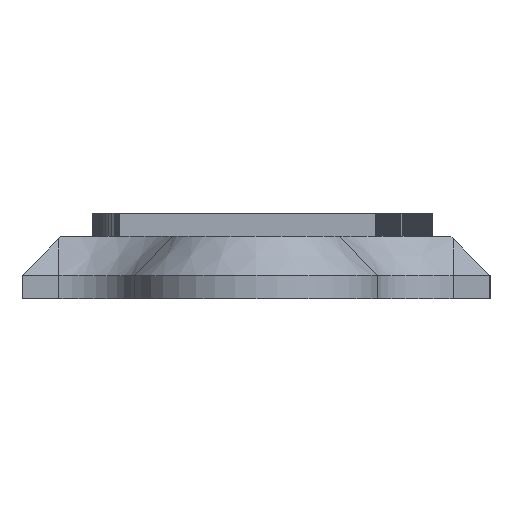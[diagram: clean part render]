
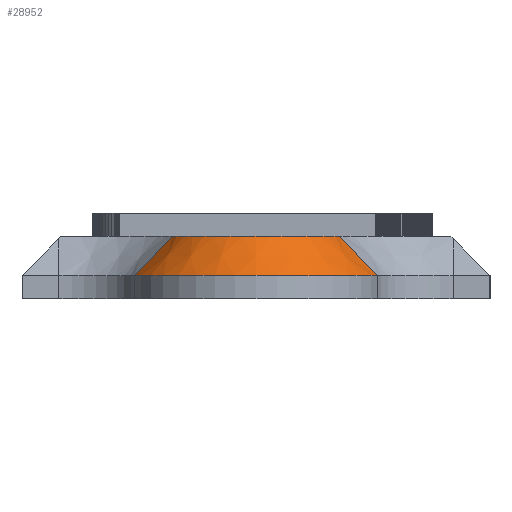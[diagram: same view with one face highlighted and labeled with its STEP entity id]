
A CAD part, left-side view. The second image highlights one B-rep face of the part: STEP entity #28952.
In plain terms, the highlighted conical face has half-angle 45 degrees and reference radius 0 mm.
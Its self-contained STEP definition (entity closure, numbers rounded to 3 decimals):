
#4917=CARTESIAN_POINT('Vertex',(-184.038,10.703,0.)) ;
#4920=CARTESIAN_POINT('Axis2P3D Location',(-181.5,0.,0.)) ;
#4924=CARTESIAN_POINT('Vertex',(-184.038,-10.703,0.)) ;
#28740=CARTESIAN_POINT('Vertex',(-185.192,-15.568,-5.)) ;
#28764=CARTESIAN_POINT('Vertex',(-185.192,15.568,-5.)) ;
#28767=CARTESIAN_POINT('Axis2P3D Location',(-181.5,0.,-5.)) ;
#28923=CARTESIAN_POINT('Line Origine',(-184.615,-13.136,-2.5)) ;
#28936=CARTESIAN_POINT('Axis2P3D Location',(-181.5,0.,11.)) ;
#28941=CARTESIAN_POINT('Line Origine',(-184.615,13.136,-2.5)) ;
#4921=DIRECTION('Axis2P3D Direction',(0.,0.,1.)) ;
#28768=DIRECTION('Axis2P3D Direction',(0.,0.,1.)) ;
#28924=DIRECTION('Vector Direction',(0.163,0.688,0.707)) ;
#28937=DIRECTION('Axis2P3D Direction',(0.,0.,-1.)) ;
#28938=DIRECTION('Axis2P3D XDirection',(-0.231,0.973,0.)) ;
#28942=DIRECTION('Vector Direction',(-0.163,0.688,-0.707)) ;
#4922=AXIS2_PLACEMENT_3D('Circle Axis2P3D',#4920,#4921,$) ;
#28769=AXIS2_PLACEMENT_3D('Circle Axis2P3D',#28767,#28768,$) ;
#28939=AXIS2_PLACEMENT_3D('Cone Axis2P3D',#28936,#28937,#28938) ;
#28947=ORIENTED_EDGE('',*,*,#28945,.T.) ;
#28948=ORIENTED_EDGE('',*,*,#28771,.T.) ;
#28949=ORIENTED_EDGE('',*,*,#28927,.F.) ;
#28950=ORIENTED_EDGE('',*,*,#4926,.F.) ;
#28925=VECTOR('Line Direction',#28924,1.) ;
#28943=VECTOR('Line Direction',#28942,1.) ;
#28952=ADVANCED_FACE('Corps principal',(#28951),#28940,.T.) ;
#4923=CIRCLE('generated circle',#4922,11.) ;
#28770=CIRCLE('generated circle',#28769,16.) ;
#28940=CONICAL_SURFACE('Cone',#28939,0.,0.785) ;
#4926=EDGE_CURVE('',#4918,#4925,#4923,.T.) ;
#28771=EDGE_CURVE('',#28765,#28741,#28770,.T.) ;
#28927=EDGE_CURVE('',#4925,#28741,#28926,.F.) ;
#28945=EDGE_CURVE('',#4918,#28765,#28944,.T.) ;
#28946=EDGE_LOOP('',(#28947,#28948,#28949,#28950)) ;
#28951=FACE_OUTER_BOUND('',#28946,.T.) ;
#28926=LINE('Line',#28923,#28925) ;
#28944=LINE('Line',#28941,#28943) ;
#4918=VERTEX_POINT('',#4917) ;
#4925=VERTEX_POINT('',#4924) ;
#28741=VERTEX_POINT('',#28740) ;
#28765=VERTEX_POINT('',#28764) ;
